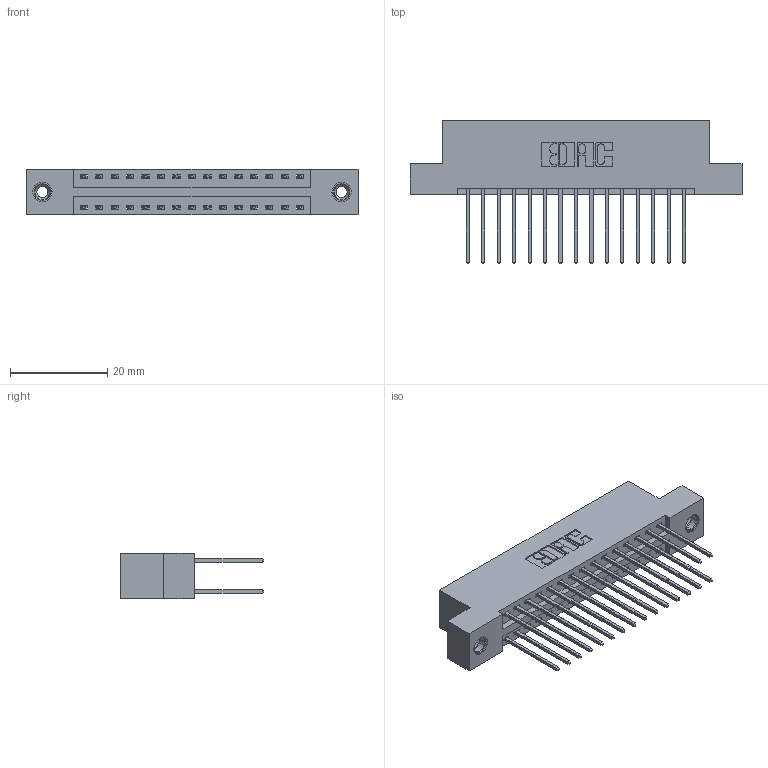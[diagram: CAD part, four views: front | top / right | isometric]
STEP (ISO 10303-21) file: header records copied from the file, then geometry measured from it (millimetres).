
FILE_DESCRIPTION (( 'STEP AP203' ), '1' );
FILE_NAME ('346-030-540-208.STEP', '2018-08-22T05:14:16', ( '' ), ( '' ), 'SwSTEP 2.0', 'SolidWorks 2016', '' );
FILE_SCHEMA (( 'CONFIG_CONTROL_DESIGN' ));
Length unit declared in the file: inch
Products named in the file (4): 346 Part_Flush Mounting Lugs - 0.156 Dia-TI; 345-292-001_345-293-140; 345-250-001_345-250-003-102; 346-030-540-208
Assembly tree (33 placements, depth 2):
  346-030-540-208
    346 Part_Flush Mounting Lugs - 0.156 Dia-TI
    345-292-001_345-293-140  x30
    345-250-001_345-250-003-102  x2
Bounding box: 68.2 x 29.46 x 9.4 mm (x, y, z)
Volume: 6547.8 mm3; surface area: 9133.9 mm2
Topology: 33 solids, 33 shells, 1742 faces, 5115 edges, 3362 vertices
Faces by surface type: plane 1158, cylinder 568, cone 12, torus 4
Entity records: 14628 total; most frequent: CARTESIAN_POINT 2431, ORIENTED_EDGE 2358, DIRECTION 2221, EDGE_CURVE 1179, LINE 967, VECTOR 967, VERTEX_POINT 780, AXIS2_PLACEMENT_3D 627
